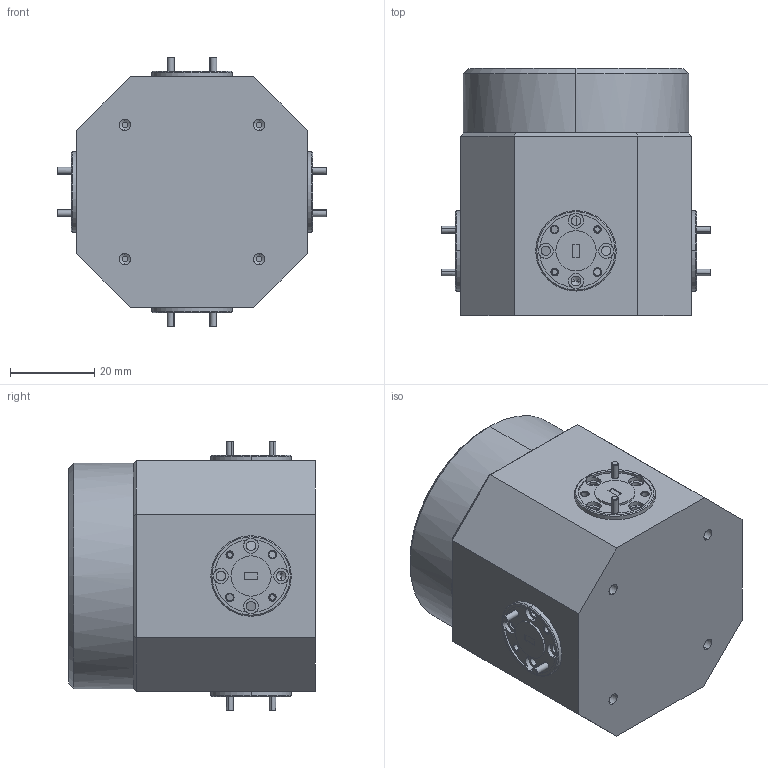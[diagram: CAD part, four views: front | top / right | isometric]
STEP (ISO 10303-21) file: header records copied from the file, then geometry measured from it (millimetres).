
FILE_DESCRIPTION (( 'STEP AP203' ), '1' );
FILE_NAME ('WJ-ME-A.STEP', '2023-08-11T21:53:27', ( '' ), ( '' ), 'SwSTEP 2.0', 'SolidWorks 2021', '' );
FILE_SCHEMA (( 'CONFIG_CONTROL_DESIGN' ));
Length unit declared in the file: inch
Products named in the file (1): WJ-ME-A
Bounding box: 63.88 x 58.45 x 63.88 mm (x, y, z)
Volume: 149332.9 mm3; surface area: 17256.4 mm2
Topology: 1 solids, 1 shells, 340 faces, 787 edges, 496 vertices
Faces by surface type: cylinder 175, plane 91, cone 74
Entity records: 10326 total; most frequent: CARTESIAN_POINT 2274, DIRECTION 1809, ORIENTED_EDGE 1558, EDGE_CURVE 779, AXIS2_PLACEMENT_3D 731, VERTEX_POINT 496, EDGE_LOOP 395, CIRCLE 390
